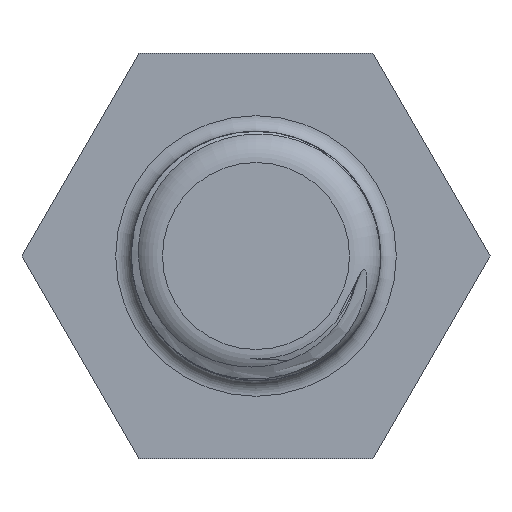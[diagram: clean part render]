
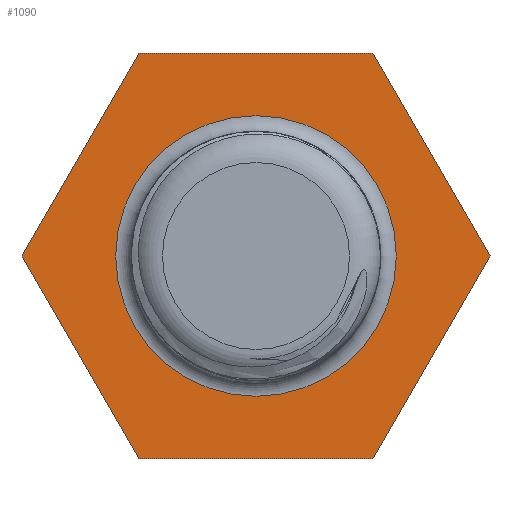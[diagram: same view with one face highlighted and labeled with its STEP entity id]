
A CAD part, front view. The second image highlights one B-rep face of the part: STEP entity #1090.
In plain terms, the highlighted planar face has unit normal (0, -1, 0).
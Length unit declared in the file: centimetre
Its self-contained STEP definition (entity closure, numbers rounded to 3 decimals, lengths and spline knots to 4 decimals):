
#108=PLANE('',#1176);
#121=VECTOR('',#5015,1.);
#122=VECTOR('',#5016,1.);
#123=VECTOR('',#5017,1.);
#124=VECTOR('',#5018,1.);
#125=VECTOR('',#5019,1.);
#126=VECTOR('',#5020,1.);
#142=LINE('',#4822,#121);
#143=LINE('',#4825,#122);
#144=LINE('',#4827,#123);
#145=LINE('',#4829,#124);
#146=LINE('',#4831,#125);
#147=LINE('',#4833,#126);
#187=CIRCLE('',#1175,0.45);
#288=VERTEX_POINT('',#4820);
#289=VERTEX_POINT('',#4823);
#290=VERTEX_POINT('',#4824);
#291=VERTEX_POINT('',#4826);
#292=VERTEX_POINT('',#4828);
#293=VERTEX_POINT('',#4830);
#294=VERTEX_POINT('',#4832);
#547=EDGE_CURVE('',#288,#288,#187,.T.);
#548=EDGE_CURVE('',#289,#290,#142,.T.);
#549=EDGE_CURVE('',#291,#289,#143,.T.);
#550=EDGE_CURVE('',#292,#291,#144,.T.);
#551=EDGE_CURVE('',#293,#292,#145,.T.);
#552=EDGE_CURVE('',#294,#293,#146,.T.);
#553=EDGE_CURVE('',#290,#294,#147,.T.);
#865=ORIENTED_EDGE('',*,*,#548,.F.);
#866=ORIENTED_EDGE('',*,*,#549,.F.);
#867=ORIENTED_EDGE('',*,*,#550,.F.);
#868=ORIENTED_EDGE('',*,*,#551,.F.);
#869=ORIENTED_EDGE('',*,*,#552,.F.);
#870=ORIENTED_EDGE('',*,*,#553,.F.);
#871=ORIENTED_EDGE('',*,*,#547,.F.);
#960=EDGE_LOOP('',(#865,#866,#867,#868,#869,#870));
#961=EDGE_LOOP('',(#871));
#1027=FACE_BOUND('',#960,.T.);
#1028=FACE_BOUND('',#961,.T.);
#1090=ADVANCED_FACE('',(#1027,#1028),#108,.T.);
#1175=AXIS2_PLACEMENT_3D('',#4819,#5012,#5013);
#1176=AXIS2_PLACEMENT_3D('',#4821,#5014,$);
#4819=CARTESIAN_POINT('',(0.,0.,0.));
#4820=CARTESIAN_POINT('',(0.45,0.,0.));
#4821=CARTESIAN_POINT('',(0.525,0.,0.));
#4822=CARTESIAN_POINT('',(-0.3753,0.,-0.65));
#4823=CARTESIAN_POINT('',(-0.3753,0.,-0.65));
#4824=CARTESIAN_POINT('',(-0.7506,0.,0.));
#4825=CARTESIAN_POINT('',(0.3753,0.,-0.65));
#4826=CARTESIAN_POINT('',(0.3753,0.,-0.65));
#4827=CARTESIAN_POINT('',(0.7506,0.,0.));
#4828=CARTESIAN_POINT('',(0.7506,0.,0.));
#4829=CARTESIAN_POINT('',(0.3753,0.,0.65));
#4830=CARTESIAN_POINT('',(0.3753,0.,0.65));
#4831=CARTESIAN_POINT('',(-0.3753,0.,0.65));
#4832=CARTESIAN_POINT('',(-0.3753,0.,0.65));
#4833=CARTESIAN_POINT('',(-0.7506,0.,0.));
#5012=DIRECTION('',(0.,-1.,0.));
#5013=DIRECTION('',(-0.45,0.,0.));
#5014=DIRECTION('',(0.,-1.,0.));
#5015=DIRECTION('',(-0.5,0.,0.866));
#5016=DIRECTION('',(-1.,0.,0.));
#5017=DIRECTION('',(-0.5,0.,-0.866));
#5018=DIRECTION('',(0.5,0.,-0.866));
#5019=DIRECTION('',(1.,0.,0.));
#5020=DIRECTION('',(0.5,0.,0.866));
